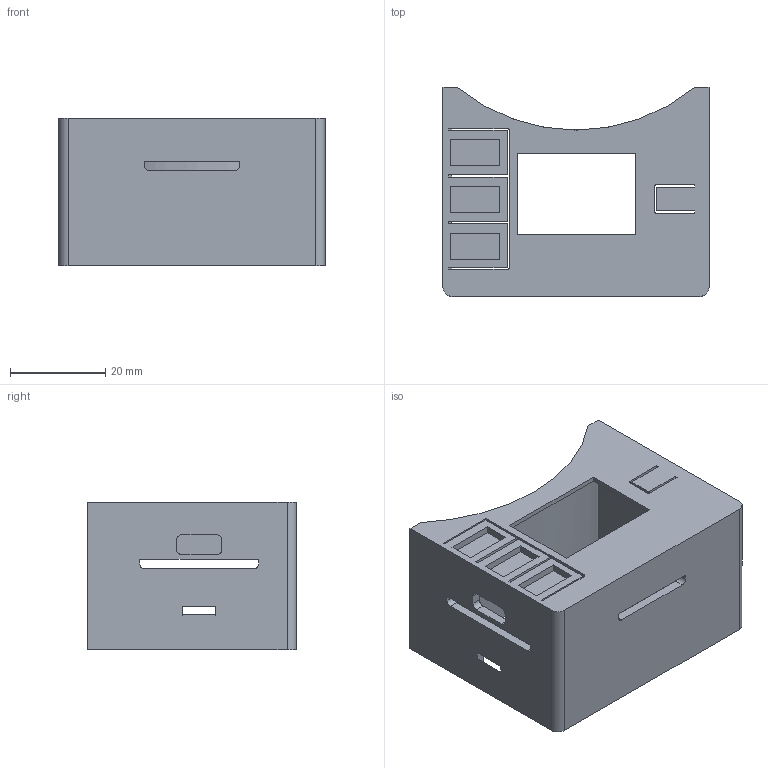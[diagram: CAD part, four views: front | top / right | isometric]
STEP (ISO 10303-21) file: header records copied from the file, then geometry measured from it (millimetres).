
FILE_DESCRIPTION(('HOOPS Exchange Step'),'2;1');
FILE_NAME('temp_export','2023-08-31T13:56:54-04:00',('mobile'),('Shapr3D Limited'),'HOOPS Exchange 2023.2','Shapr3D','Authorized');
FILE_SCHEMA( ('AUTOMOTIVE_DESIGN { 1 0 10303 214 1 1 1 1 }') );
Length unit declared in the file: millimetre
Products named in the file (1): Top case
Bounding box: 56 x 44 x 31 mm (x, y, z)
Volume: 12929.6 mm3; surface area: 15728.4 mm2
Topology: 1 solids, 1 shells, 138 faces, 403 edges, 266 vertices
Faces by surface type: plane 120, cylinder 18
Entity records: 4573 total; most frequent: CARTESIAN_POINT 808, ORIENTED_EDGE 806, DIRECTION 721, EDGE_CURVE 403, VECTOR 363, LINE 363, VERTEX_POINT 266, AXIS2_PLACEMENT_3D 179
